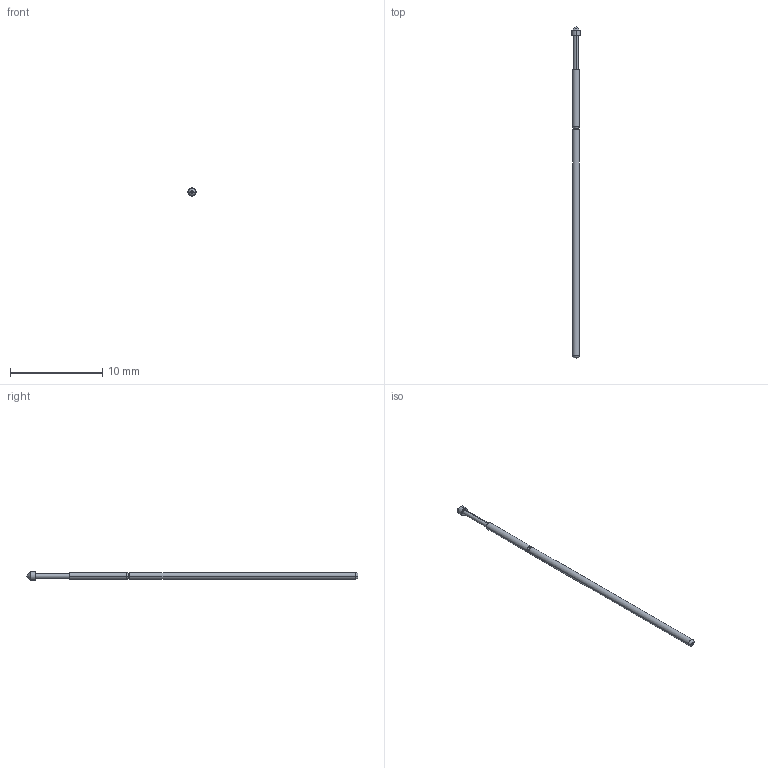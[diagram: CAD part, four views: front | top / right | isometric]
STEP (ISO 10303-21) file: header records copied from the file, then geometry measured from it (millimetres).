
FILE_DESCRIPTION (( 'STEP AP203' ), '1' );
FILE_NAME ('INGUN_GKS-051_308_090_A_xx00.STEP', '2021-09-21T07:18:08', ( 'ochi' ), ( '' ), 'SwSTEP 2.0', 'SolidWorks 2018', '' );
FILE_SCHEMA (( 'CONFIG_CONTROL_DESIGN' ));
Length unit declared in the file: millimetre
Products named in the file (1): INGUN_GKS-051_308_090_A_xx00
Bounding box: 0.9 x 36 x 0.9 mm (x, y, z)
Volume: 15 mm3; surface area: 83 mm2
Topology: 1 solids, 1 shells, 19 faces, 38 edges, 21 vertices
Faces by surface type: cylinder 8, torus 6, plane 3, cone 2
Entity records: 561 total; most frequent: DIRECTION 102, CARTESIAN_POINT 77, ORIENTED_EDGE 72, AXIS2_PLACEMENT_3D 46, EDGE_CURVE 36, CIRCLE 26, VERTEX_POINT 21, EDGE_LOOP 21
